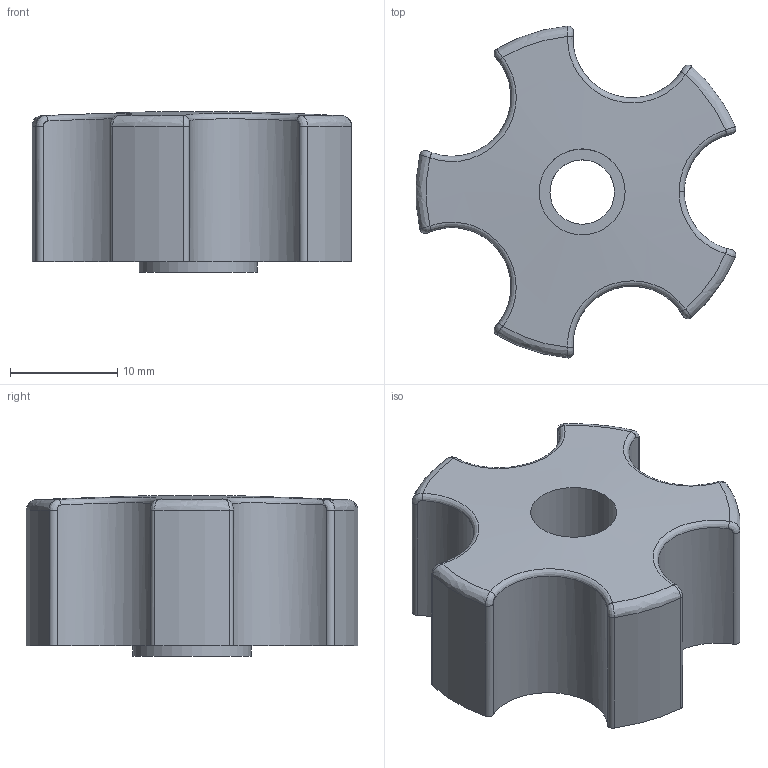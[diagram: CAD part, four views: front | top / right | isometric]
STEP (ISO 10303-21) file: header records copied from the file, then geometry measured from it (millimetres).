
FILE_DESCRIPTION(('FreeCAD Model'),'2;1');
FILE_NAME('Open CASCADE Shape Model','2021-04-23T19:12:20',('Author'),( ''),'Open CASCADE STEP processor 7.5','FreeCAD','Unknown');
FILE_SCHEMA(('AUTOMOTIVE_DESIGN { 1 0 10303 214 1 1 1 1 }'));
Length unit declared in the file: millimetre
Products named in the file (1): Fusion
Bounding box: 29.76 x 30.88 x 14.97 mm (x, y, z)
Volume: 6430.2 mm3; surface area: 2929.6 mm2
Topology: 1 solids, 1 shells, 48 faces, 113 edges, 68 vertices
Faces by surface type: bspline 31, cylinder 13, plane 3, cone 1
Full cylindrical faces by diameter (mm): 6 x1, 8 x1, 11 x1
Entity records: 14343 total; most frequent: CARTESIAN_POINT 12632, ORIENTED_EDGE 226, PCURVE 226, DEFINITIONAL_REPRESENTATION 226, DIRECTION 165, B_SPLINE_CURVE_WITH_KNOTS 137, EDGE_CURVE 113, SURFACE_CURVE 109
